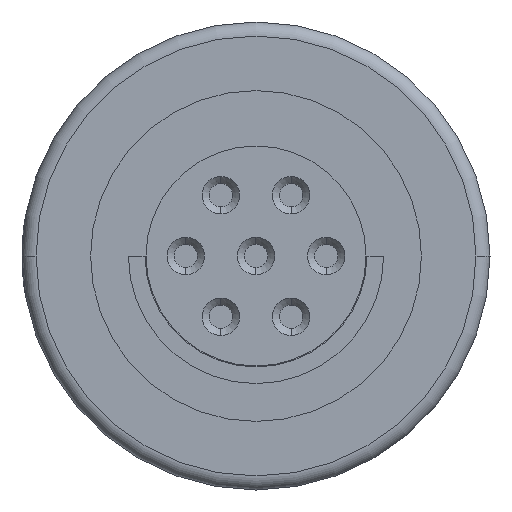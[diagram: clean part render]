
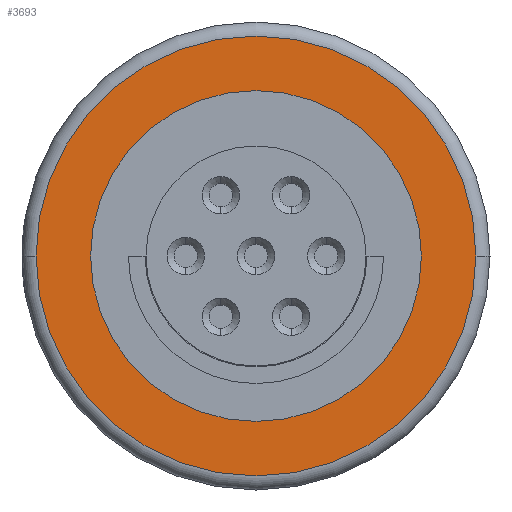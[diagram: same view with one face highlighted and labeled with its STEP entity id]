
A CAD part, left-side view. The second image highlights one B-rep face of the part: STEP entity #3693.
In plain terms, the highlighted planar face has unit normal (-1, 0, 0).
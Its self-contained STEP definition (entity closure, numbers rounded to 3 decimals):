
#127=CARTESIAN_POINT('',(-10.3,0.,0.));
#128=DIRECTION('',(-1.,0.,0.));
#129=DIRECTION('',(0.,1.,0.));
#130=AXIS2_PLACEMENT_3D('',#127,#128,#129);
#135=CARTESIAN_POINT('',(-10.3,0.,0.));
#136=DIRECTION('',(1.,0.,0.));
#137=DIRECTION('',(0.,1.,0.));
#138=AXIS2_PLACEMENT_3D('',#135,#136,#137);
#143=CARTESIAN_POINT('',(-10.3,0.,0.));
#144=DIRECTION('',(-1.,0.,0.));
#145=DIRECTION('',(0.,-1.,0.));
#146=AXIS2_PLACEMENT_3D('',#143,#144,#145);
#151=CARTESIAN_POINT('',(-10.3,0.,0.));
#152=DIRECTION('',(-1.,0.,0.));
#153=DIRECTION('',(0.,1.,0.));
#154=AXIS2_PLACEMENT_3D('',#151,#152,#153);
#3482=CARTESIAN_POINT('',(-10.3,3.535,0.));
#3484=VERTEX_POINT('',#3482);
#3486=CARTESIAN_POINT('',(-10.3,-3.535,0.));
#3488=VERTEX_POINT('',#3486);
#3590=CARTESIAN_POINT('',(-10.3,-4.7,0.));
#3591=CARTESIAN_POINT('',(-10.3,4.7,0.));
#3592=VERTEX_POINT('',#3590);
#3593=VERTEX_POINT('',#3591);
#3678=CARTESIAN_POINT('',(-10.3,0.,0.));
#3679=DIRECTION('',(1.,0.,0.));
#3680=DIRECTION('',(0.,-1.,0.));
#3681=AXIS2_PLACEMENT_3D('',#3678,#3679,#3680);
#3682=PLANE('',#3681);
#3684=ORIENTED_EDGE('',*,*,#3683,.F.);
#3686=ORIENTED_EDGE('',*,*,#3685,.F.);
#3687=EDGE_LOOP('',(#3684,#3686));
#3688=FACE_OUTER_BOUND('',#3687,.F.);
#3689=ORIENTED_EDGE('',*,*,#3671,.F.);
#3690=ORIENTED_EDGE('',*,*,#3660,.T.);
#3691=EDGE_LOOP('',(#3689,#3690));
#3692=FACE_BOUND('',#3691,.F.);
#131=CIRCLE('',#130,3.535);
#139=CIRCLE('',#138,3.535);
#147=CIRCLE('',#146,4.7);
#155=CIRCLE('',#154,4.7);
#3660=EDGE_CURVE('',#3484,#3488,#131,.T.);
#3671=EDGE_CURVE('',#3484,#3488,#139,.T.);
#3683=EDGE_CURVE('',#3592,#3593,#147,.T.);
#3685=EDGE_CURVE('',#3593,#3592,#155,.T.);
#3693=ADVANCED_FACE('',(#3688,#3692),#3682,.F.);
